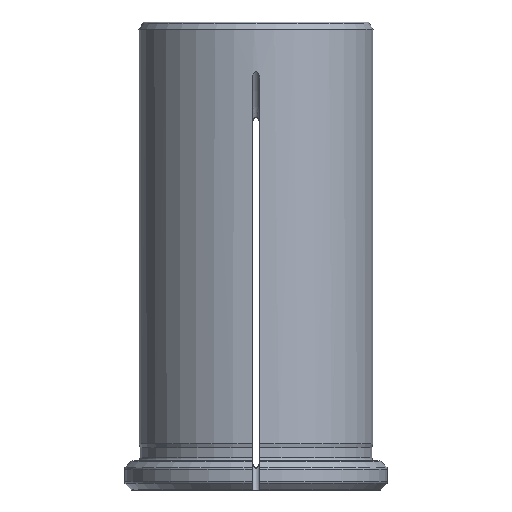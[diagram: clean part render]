
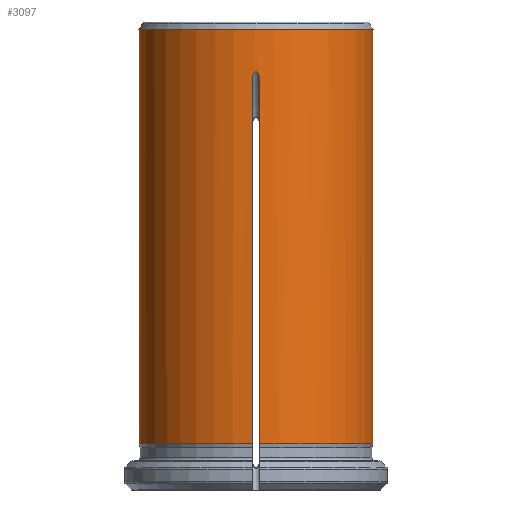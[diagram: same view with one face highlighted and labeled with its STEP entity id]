
A CAD part, front view. The second image highlights one B-rep face of the part: STEP entity #3097.
In plain terms, the highlighted cylindrical face has radius 16 mm (diameter 32 mm), a full revolution.
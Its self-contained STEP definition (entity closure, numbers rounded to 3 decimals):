
#82=CYLINDRICAL_SURFACE('',#3341,16.);
#107=CIRCLE('',#3244,16.);
#128=CIRCLE('',#3280,16.);
#143=CIRCLE('',#3310,16.);
#159=CIRCLE('',#3342,16.);
#160=CIRCLE('',#3343,16.);
#218=B_SPLINE_CURVE_WITH_KNOTS('',3,(#4910,#4911,#4912,#4913,#4914,#4915,
#4916,#4917,#4918),.UNSPECIFIED.,.F.,.F.,(4,1,1,1,1,1,4),(0.003,
0.004,0.004,0.004,0.005,
0.005,0.005),.UNSPECIFIED.);
#240=B_SPLINE_CURVE_WITH_KNOTS('',3,(#5083,#5084,#5085,#5086,#5087,#5088,
#5089,#5090,#5091),.UNSPECIFIED.,.F.,.F.,(4,1,1,1,1,1,4),(0.003,
0.004,0.004,0.004,0.005,
0.005,0.005),.UNSPECIFIED.);
#259=B_SPLINE_CURVE_WITH_KNOTS('',3,(#5244,#5245,#5246,#5247,#5248,#5249,
#5250,#5251,#5252),.UNSPECIFIED.,.F.,.F.,(4,1,1,1,1,1,4),(0.003,
0.004,0.004,0.004,0.005,
0.005,0.005),.UNSPECIFIED.);
#267=B_SPLINE_CURVE_WITH_KNOTS('',3,(#5325,#5326,#5327,#5328,#5329,#5330,
#5331,#5332,#5333),.UNSPECIFIED.,.F.,.F.,(4,1,1,1,1,1,4),(0.003,
0.004,0.004,0.004,0.005,
0.005,0.005),.UNSPECIFIED.);
#682=ORIENTED_EDGE('',*,*,#1499,.F.);
#683=ORIENTED_EDGE('',*,*,#1346,.F.);
#684=ORIENTED_EDGE('',*,*,#1500,.T.);
#685=ORIENTED_EDGE('',*,*,#1501,.F.);
#686=ORIENTED_EDGE('',*,*,#1502,.F.);
#687=ORIENTED_EDGE('',*,*,#1503,.F.);
#688=ORIENTED_EDGE('',*,*,#1482,.T.);
#689=ORIENTED_EDGE('',*,*,#1479,.F.);
#690=ORIENTED_EDGE('',*,*,#1491,.F.);
#691=ORIENTED_EDGE('',*,*,#1450,.F.);
#692=ORIENTED_EDGE('',*,*,#1438,.T.);
#693=ORIENTED_EDGE('',*,*,#1435,.F.);
#694=ORIENTED_EDGE('',*,*,#1447,.F.);
#695=ORIENTED_EDGE('',*,*,#1406,.F.);
#696=ORIENTED_EDGE('',*,*,#1391,.T.);
#697=ORIENTED_EDGE('',*,*,#1388,.F.);
#698=ORIENTED_EDGE('',*,*,#1403,.F.);
#1346=EDGE_CURVE('',#1811,#1812,#107,.F.);
#1388=EDGE_CURVE('',#1847,#1848,#218,.T.);
#1391=EDGE_CURVE('',#1849,#1848,#2104,.T.);
#1403=EDGE_CURVE('',#1812,#1847,#2108,.T.);
#1406=EDGE_CURVE('',#1849,#1855,#128,.F.);
#1435=EDGE_CURVE('',#1875,#1876,#240,.T.);
#1438=EDGE_CURVE('',#1877,#1876,#2114,.T.);
#1447=EDGE_CURVE('',#1855,#1875,#2118,.T.);
#1450=EDGE_CURVE('',#1877,#1883,#143,.F.);
#1479=EDGE_CURVE('',#1903,#1904,#259,.T.);
#1482=EDGE_CURVE('',#1905,#1904,#2124,.T.);
#1491=EDGE_CURVE('',#1883,#1903,#2128,.T.);
#1499=EDGE_CURVE('',#1916,#1916,#159,.F.);
#1500=EDGE_CURVE('',#1811,#1917,#2132,.T.);
#1501=EDGE_CURVE('',#1918,#1917,#267,.T.);
#1502=EDGE_CURVE('',#1919,#1918,#2133,.T.);
#1503=EDGE_CURVE('',#1905,#1919,#160,.F.);
#1811=VERTEX_POINT('',#4756);
#1812=VERTEX_POINT('',#4758);
#1847=VERTEX_POINT('',#4909);
#1848=VERTEX_POINT('',#4919);
#1849=VERTEX_POINT('',#4924);
#1855=VERTEX_POINT('',#4971);
#1875=VERTEX_POINT('',#5082);
#1876=VERTEX_POINT('',#5092);
#1877=VERTEX_POINT('',#5097);
#1883=VERTEX_POINT('',#5132);
#1903=VERTEX_POINT('',#5243);
#1904=VERTEX_POINT('',#5253);
#1905=VERTEX_POINT('',#5258);
#1916=VERTEX_POINT('',#5322);
#1917=VERTEX_POINT('',#5324);
#1918=VERTEX_POINT('',#5334);
#1919=VERTEX_POINT('',#5336);
#2104=LINE('',#4923,#2369);
#2108=LINE('',#4965,#2373);
#2114=LINE('',#5096,#2379);
#2118=LINE('',#5126,#2383);
#2124=LINE('',#5257,#2389);
#2128=LINE('',#5287,#2393);
#2132=LINE('',#5323,#2397);
#2133=LINE('',#5335,#2398);
#2369=VECTOR('',#3629,1000.);
#2373=VECTOR('',#3635,1000.);
#2379=VECTOR('',#3699,1000.);
#2383=VECTOR('',#3705,1000.);
#2389=VECTOR('',#3769,1000.);
#2393=VECTOR('',#3775,1000.);
#2397=VECTOR('',#3789,1000.);
#2398=VECTOR('',#3790,1000.);
#2615=EDGE_LOOP('',(#682));
#2616=EDGE_LOOP('',(#683,#684,#685,#686,#687,#688,#689,#690,#691,#692,#693,
#694,#695,#696,#697,#698));
#2818=FACE_BOUND('',#2615,.T.);
#2819=FACE_BOUND('',#2616,.T.);
#3097=ADVANCED_FACE('',(#2818,#2819),#82,.T.);
#3244=AXIS2_PLACEMENT_3D('',#4757,#3556,#3557);
#3280=AXIS2_PLACEMENT_3D('',#4970,#3641,#3642);
#3310=AXIS2_PLACEMENT_3D('',#5131,#3711,#3712);
#3341=AXIS2_PLACEMENT_3D('',#5320,#3785,#3786);
#3342=AXIS2_PLACEMENT_3D('',#5321,#3787,#3788);
#3343=AXIS2_PLACEMENT_3D('',#5337,#3791,#3792);
#3556=DIRECTION('',(0.,0.,1.));
#3557=DIRECTION('',(1.,0.,0.));
#3629=DIRECTION('',(0.,0.,1.));
#3635=DIRECTION('',(0.,0.,1.));
#3641=DIRECTION('',(0.,0.,1.));
#3642=DIRECTION('',(1.,0.,0.));
#3699=DIRECTION('',(0.,0.,1.));
#3705=DIRECTION('',(0.,0.,1.));
#3711=DIRECTION('',(0.,0.,1.));
#3712=DIRECTION('',(1.,0.,0.));
#3769=DIRECTION('',(0.,0.,1.));
#3775=DIRECTION('',(0.,0.,1.));
#3785=DIRECTION('',(0.,0.,1.));
#3786=DIRECTION('',(1.,0.,0.));
#3787=DIRECTION('',(0.,0.,-1.));
#3788=DIRECTION('',(-1.,0.,0.));
#3789=DIRECTION('',(0.,0.,1.));
#3790=DIRECTION('',(0.,0.,1.));
#3791=DIRECTION('',(0.,0.,1.));
#3792=DIRECTION('',(1.,0.,0.));
#4756=CARTESIAN_POINT('',(15.992,-0.5,2.313));
#4757=CARTESIAN_POINT('',(0.,0.,2.313));
#4758=CARTESIAN_POINT('',(0.5,-15.992,2.313));
#4909=CARTESIAN_POINT('',(0.5,-15.992,52.335));
#4910=CARTESIAN_POINT('',(0.5,-15.992,52.335));
#4911=CARTESIAN_POINT('',(0.5,-15.992,52.513));
#4912=CARTESIAN_POINT('',(0.453,-15.994,52.779));
#4913=CARTESIAN_POINT('',(0.262,-15.998,53.092));
#4914=CARTESIAN_POINT('',(0.,-16.001,53.226));
#4915=CARTESIAN_POINT('',(-0.261,-15.998,53.092));
#4916=CARTESIAN_POINT('',(-0.452,-15.994,52.782));
#4917=CARTESIAN_POINT('',(-0.5,-15.992,52.513));
#4918=CARTESIAN_POINT('',(-0.5,-15.992,52.335));
#4919=CARTESIAN_POINT('',(-0.5,-15.992,52.335));
#4923=CARTESIAN_POINT('',(-0.5,-15.992,60.));
#4924=CARTESIAN_POINT('',(-0.5,-15.992,2.313));
#4965=CARTESIAN_POINT('',(0.5,-15.992,60.));
#4970=CARTESIAN_POINT('',(0.,0.,2.313));
#4971=CARTESIAN_POINT('',(-15.992,-0.5,2.313));
#5082=CARTESIAN_POINT('',(-15.992,-0.5,52.335));
#5083=CARTESIAN_POINT('',(-15.992,-0.5,52.335));
#5084=CARTESIAN_POINT('',(-15.992,-0.5,52.513));
#5085=CARTESIAN_POINT('',(-15.994,-0.453,52.779));
#5086=CARTESIAN_POINT('',(-15.998,-0.262,53.092));
#5087=CARTESIAN_POINT('',(-16.001,0.,53.226));
#5088=CARTESIAN_POINT('',(-15.998,0.261,53.092));
#5089=CARTESIAN_POINT('',(-15.994,0.452,52.782));
#5090=CARTESIAN_POINT('',(-15.992,0.5,52.513));
#5091=CARTESIAN_POINT('',(-15.992,0.5,52.335));
#5092=CARTESIAN_POINT('',(-15.992,0.5,52.335));
#5096=CARTESIAN_POINT('',(-15.992,0.5,60.));
#5097=CARTESIAN_POINT('',(-15.992,0.5,2.313));
#5126=CARTESIAN_POINT('',(-15.992,-0.5,60.));
#5131=CARTESIAN_POINT('',(0.,0.,2.313));
#5132=CARTESIAN_POINT('',(-0.5,15.992,2.313));
#5243=CARTESIAN_POINT('',(-0.5,15.992,52.335));
#5244=CARTESIAN_POINT('',(-0.5,15.992,52.335));
#5245=CARTESIAN_POINT('',(-0.5,15.992,52.513));
#5246=CARTESIAN_POINT('',(-0.453,15.994,52.779));
#5247=CARTESIAN_POINT('',(-0.262,15.998,53.092));
#5248=CARTESIAN_POINT('',(0.,16.001,53.226));
#5249=CARTESIAN_POINT('',(0.261,15.998,53.092));
#5250=CARTESIAN_POINT('',(0.452,15.994,52.782));
#5251=CARTESIAN_POINT('',(0.5,15.992,52.513));
#5252=CARTESIAN_POINT('',(0.5,15.992,52.335));
#5253=CARTESIAN_POINT('',(0.5,15.992,52.335));
#5257=CARTESIAN_POINT('',(0.5,15.992,60.));
#5258=CARTESIAN_POINT('',(0.5,15.992,2.313));
#5287=CARTESIAN_POINT('',(-0.5,15.992,60.));
#5320=CARTESIAN_POINT('',(0.,0.,60.));
#5321=CARTESIAN_POINT('',(0.,0.,58.986));
#5322=CARTESIAN_POINT('',(-16.,0.,58.986));
#5323=CARTESIAN_POINT('',(15.992,-0.5,60.));
#5324=CARTESIAN_POINT('',(15.992,-0.5,52.335));
#5325=CARTESIAN_POINT('',(15.992,0.5,52.335));
#5326=CARTESIAN_POINT('',(15.992,0.5,52.513));
#5327=CARTESIAN_POINT('',(15.994,0.453,52.779));
#5328=CARTESIAN_POINT('',(15.998,0.262,53.092));
#5329=CARTESIAN_POINT('',(16.001,0.,53.226));
#5330=CARTESIAN_POINT('',(15.998,-0.261,53.092));
#5331=CARTESIAN_POINT('',(15.994,-0.452,52.782));
#5332=CARTESIAN_POINT('',(15.992,-0.5,52.513));
#5333=CARTESIAN_POINT('',(15.992,-0.5,52.335));
#5334=CARTESIAN_POINT('',(15.992,0.5,52.335));
#5335=CARTESIAN_POINT('',(15.992,0.5,60.));
#5336=CARTESIAN_POINT('',(15.992,0.5,2.313));
#5337=CARTESIAN_POINT('',(0.,0.,2.313));
